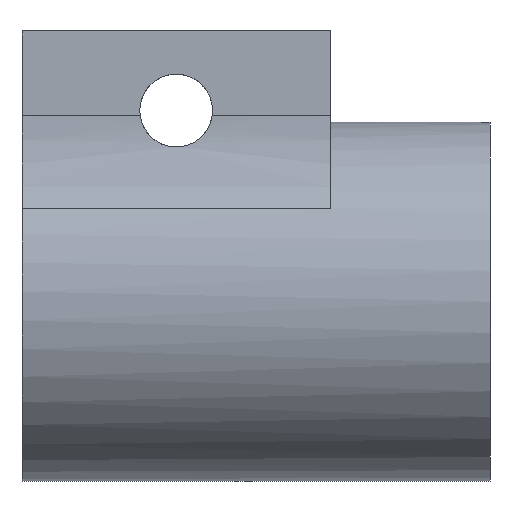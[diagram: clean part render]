
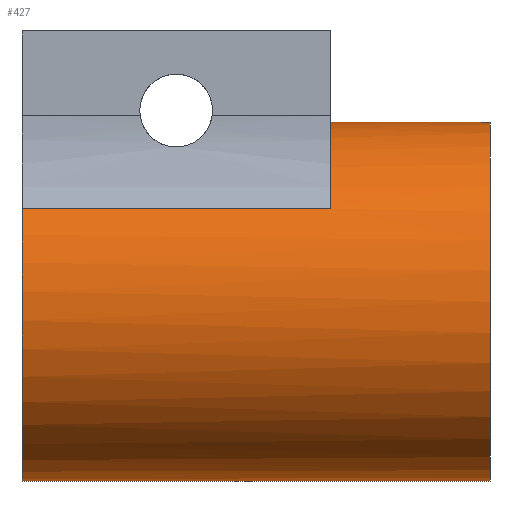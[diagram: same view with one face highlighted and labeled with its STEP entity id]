
A CAD part, left-side view. The second image highlights one B-rep face of the part: STEP entity #427.
In plain terms, the highlighted cylindrical face has radius 6.35 mm (diameter 12.7 mm), a partial arc.
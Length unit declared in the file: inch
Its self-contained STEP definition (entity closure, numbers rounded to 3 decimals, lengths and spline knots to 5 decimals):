
#144 = VERTEX_POINT ( 'NONE', #3281 ) ;
#231 = CYLINDRICAL_SURFACE ( 'NONE', #1035, 0.25 ) ;
#243 = VECTOR ( 'NONE', #1362, 39.37008 ) ;
#276 = VECTOR ( 'NONE', #3345, 39.37008 ) ;
#281 = CIRCLE ( 'NONE', #650, 0.25 ) ;
#314 = FACE_OUTER_BOUND ( 'NONE', #3065, .T. ) ;
#324 = LINE ( 'NONE', #1435, #243 ) ;
#357 = LINE ( 'NONE', #1192, #276 ) ;
#386 = DIRECTION ( 'NONE',  ( 0., 1., 0. ) ) ;
#427 = ADVANCED_FACE ( 'NONE', ( #314 ), #231, .T. ) ;
#440 = CARTESIAN_POINT ( 'NONE',  ( -0.21375, 0.2225, 0.12966 ) ) ;
#518 = VERTEX_POINT ( 'NONE', #3247 ) ;
#601 = DIRECTION ( 'NONE',  ( 0., 1., 0. ) ) ;
#650 = AXIS2_PLACEMENT_3D ( 'NONE', #968, #3109, #1267 ) ;
#690 = DIRECTION ( 'NONE',  ( 0., -1., 0. ) ) ;
#742 = ORIENTED_EDGE ( 'NONE', *, *, #3228, .T. ) ;
#762 = AXIS2_PLACEMENT_3D ( 'NONE', #2447, #601, #2746 ) ;
#848 = CIRCLE ( 'NONE', #1105, 0.25 ) ;
#909 = VERTEX_POINT ( 'NONE', #2799 ) ;
#945 = ORIENTED_EDGE ( 'NONE', *, *, #3686, .F. ) ;
#968 = CARTESIAN_POINT ( 'NONE',  ( 0., 0.6525, 0. ) ) ;
#1035 = AXIS2_PLACEMENT_3D ( 'NONE', #3456, #690, #2837 ) ;
#1105 = AXIS2_PLACEMENT_3D ( 'NONE', #3340, #1493, #3656 ) ;
#1192 = CARTESIAN_POINT ( 'NONE',  ( -0.21375, 0.6525, 0.12966 ) ) ;
#1256 = VERTEX_POINT ( 'NONE', #440 ) ;
#1261 = ORIENTED_EDGE ( 'NONE', *, *, #3397, .F. ) ;
#1267 = DIRECTION ( 'NONE',  ( 0., 0., 1. ) ) ;
#1293 = ORIENTED_EDGE ( 'NONE', *, *, #2317, .F. ) ;
#1331 = EDGE_CURVE ( 'NONE', #2070, #2000, #324, .T. ) ;
#1362 = DIRECTION ( 'NONE',  ( 0., -1., 0. ) ) ;
#1435 = CARTESIAN_POINT ( 'NONE',  ( 0., 0.6525, 0.25 ) ) ;
#1493 = DIRECTION ( 'NONE',  ( 0., 1., 0. ) ) ;
#1498 = VECTOR ( 'NONE', #2313, 39.37008 ) ;
#1643 = CARTESIAN_POINT ( 'NONE',  ( 0., 0., -0.25 ) ) ;
#1955 = CARTESIAN_POINT ( 'NONE',  ( 0., 0., 0.25 ) ) ;
#2000 = VERTEX_POINT ( 'NONE', #1955 ) ;
#2017 = LINE ( 'NONE', #2947, #1498 ) ;
#2070 = VERTEX_POINT ( 'NONE', #3233 ) ;
#2234 = CARTESIAN_POINT ( 'NONE',  ( 0., 0., 0. ) ) ;
#2313 = DIRECTION ( 'NONE',  ( 0., -1., 0. ) ) ;
#2317 = EDGE_CURVE ( 'NONE', #909, #518, #281, .T. ) ;
#2415 = CIRCLE ( 'NONE', #3809, 0.25 ) ;
#2428 = ORIENTED_EDGE ( 'NONE', *, *, #2798, .T. ) ;
#2447 = CARTESIAN_POINT ( 'NONE',  ( 0., 0.2225, 0. ) ) ;
#2548 = DIRECTION ( 'NONE',  ( 0., 0., 1. ) ) ;
#2746 = DIRECTION ( 'NONE',  ( 0., 0., 1. ) ) ;
#2798 = EDGE_CURVE ( 'NONE', #1256, #518, #357, .T. ) ;
#2799 = CARTESIAN_POINT ( 'NONE',  ( 0., 0.6525, -0.25 ) ) ;
#2817 = ORIENTED_EDGE ( 'NONE', *, *, #3067, .T. ) ;
#2829 = ORIENTED_EDGE ( 'NONE', *, *, #1331, .F. ) ;
#2837 = DIRECTION ( 'NONE',  ( 0., 0., -1. ) ) ;
#2947 = CARTESIAN_POINT ( 'NONE',  ( 0., 0.6525, -0.25 ) ) ;
#3065 = EDGE_LOOP ( 'NONE', ( #2829, #945, #1261, #2428, #1293, #742, #2817 ) ) ;
#3067 = EDGE_CURVE ( 'NONE', #3144, #2000, #2415, .T. ) ;
#3109 = DIRECTION ( 'NONE',  ( 0., 1., 0. ) ) ;
#3144 = VERTEX_POINT ( 'NONE', #1643 ) ;
#3228 = EDGE_CURVE ( 'NONE', #909, #3144, #2017, .T. ) ;
#3233 = CARTESIAN_POINT ( 'NONE',  ( 0., 0.2225, 0.25 ) ) ;
#3247 = CARTESIAN_POINT ( 'NONE',  ( -0.21375, 0.6525, 0.12966 ) ) ;
#3281 = CARTESIAN_POINT ( 'NONE',  ( -0.0275, 0.2225, 0.24848 ) ) ;
#3340 = CARTESIAN_POINT ( 'NONE',  ( 0., 0.2225, 0. ) ) ;
#3345 = DIRECTION ( 'NONE',  ( 0., 1., 0. ) ) ;
#3397 = EDGE_CURVE ( 'NONE', #1256, #144, #3811, .T. ) ;
#3456 = CARTESIAN_POINT ( 'NONE',  ( 0., 0.6525, 0. ) ) ;
#3656 = DIRECTION ( 'NONE',  ( 0., 0., 1. ) ) ;
#3686 = EDGE_CURVE ( 'NONE', #144, #2070, #848, .T. ) ;
#3809 = AXIS2_PLACEMENT_3D ( 'NONE', #2234, #386, #2548 ) ;
#3811 = CIRCLE ( 'NONE', #762, 0.25 ) ;
